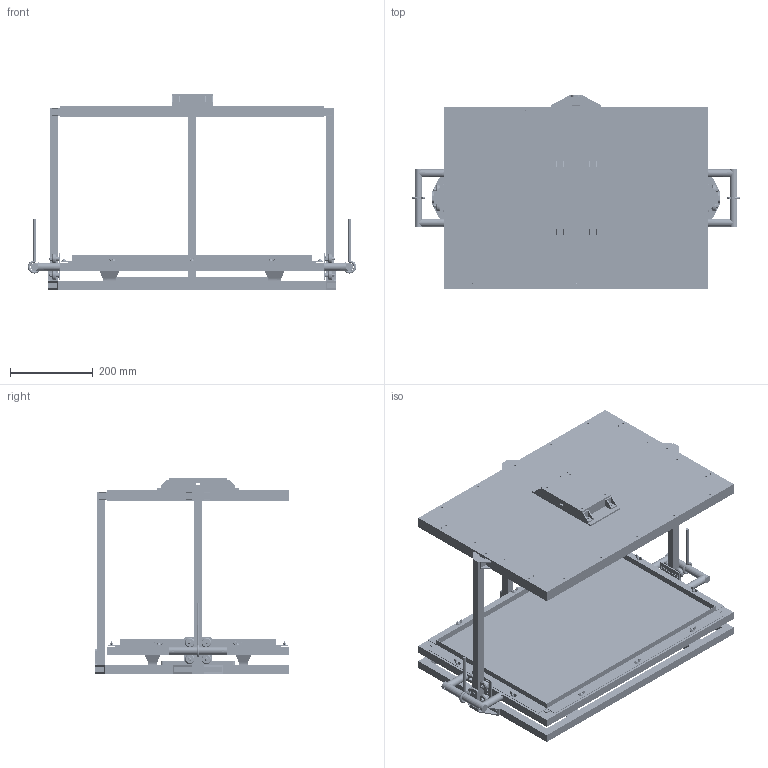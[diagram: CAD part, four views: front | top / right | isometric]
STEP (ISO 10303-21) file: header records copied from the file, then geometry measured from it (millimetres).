
FILE_DESCRIPTION(/* description */ ('','CAx-IF Rec.Pracs.---Representation and Presentation of Product Manufacturing Information (PMI)---4.0---2014-10-13'),/* implementation_level */ '2;1');
FILE_NAME(/* name */ 'Vacuum Former V5 Main.step',/* time_stamp */ '2025-02-14T01:45:39+11:00',/* author */ (''),/* organization */ (''),/* preprocessor_version */ 'ST-DEVELOPER v20',/* originating_system */ 'Autodesk Translation Framework v13.20.0.188',/* authorisation */ '');
FILE_SCHEMA (('AP242_MANAGED_MODEL_BASED_3D_ENGINEERING_MIM_LF { 1 0 10303 442 1 1 4 }'));
Length unit declared in the file: millimetre
Products named in the file (19): Vacuum Former V5 Main; V-Slot Gantry Kit - 20mm; Vacuum Former V5 Material Frame; V-Slot Gantry Kit - 20mm_1; V-Slot Gantry Plate 20mm; Eccentric Spacer 6mm v1; Low Profile Screw M5 v1; Nylon Insert Lock Nut M5; Aluminum Spacer 6mm; Precision Shim 8 x 5 x 1; Ball Bearing 5 x 16 x 5; Xtreme Solid V Wheel; Vacuum Former V5 Platen; WING NUT M4 x 0.7mm Thread; Vacuum Former V5 Heater Box; Carbon Fiber Quartz Heating Element (52cm) Ref; Handles; Support Link R; Support Link L
Assembly tree (85 placements, depth 3):
  Vacuum Former V5 Main
    V-Slot Gantry Kit - 20mm
      V-Slot Gantry Plate 20mm
      Low Profile Screw M5 v1  x4
      Nylon Insert Lock Nut M5  x4
      Aluminum Spacer 6mm  x2
      Eccentric Spacer 6mm v1  x2
      Ball Bearing 5 x 16 x 5  x8
      Precision Shim 8 x 5 x 1  x4
      Xtreme Solid V Wheel  x4
    Vacuum Former V5 Material Frame
      WING NUT M4 x 0.7mm Thread  x11
    V-Slot Gantry Kit - 20mm_1
      V-Slot Gantry Plate 20mm
      Low Profile Screw M5 v1  x4
      Nylon Insert Lock Nut M5  x4
      Aluminum Spacer 6mm  x2
      Eccentric Spacer 6mm v1  x2
      Ball Bearing 5 x 16 x 5  x8
      Precision Shim 8 x 5 x 1  x4
      Xtreme Solid V Wheel  x4
    Vacuum Former V5 Platen
      WING NUT M4 x 0.7mm Thread  x4
    Vacuum Former V5 Heater Box
      Carbon Fiber Quartz Heating Element (52cm) Ref  x4
    Handles
    Support Link R
    Support Link L
Bounding box: 795.3 x 469 x 474.25 mm (x, y, z)
Volume: 10924601.7 mm3; surface area: 4340690 mm2
Topology: 156 solids, 156 shells, 2851 faces, 6723 edges, 4311 vertices
Faces by surface type: plane 1193, cylinder 960, cone 312, torus 228, bspline 154, sphere 4
Full cylindrical faces by diameter (mm): 3.091 x45, 4 x75, 4.25 x8, 5 x158, 5.1 x28, 5.3 x8, 6 x17, 6.3 x2, 7.11 x4, 7.2 x6, 8 x12, 8.6 x32, 10 x13, 13.6 x32, 14 x8, 15 x8, 16 x32, 19 x6, 20 x4, 23.9 x8
Entity records: 40721 total; most frequent: CARTESIAN_POINT 13889, DIRECTION 5413, ORIENTED_EDGE 5144, EDGE_CURVE 2572, AXIS2_PLACEMENT_3D 1832, LINE 1749, VECTOR 1749, VERTEX_POINT 1688
